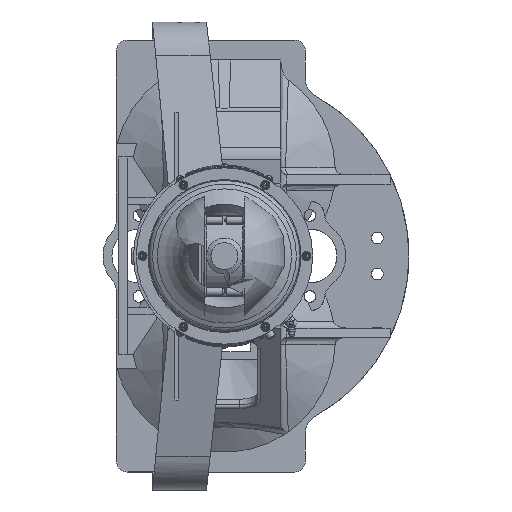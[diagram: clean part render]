
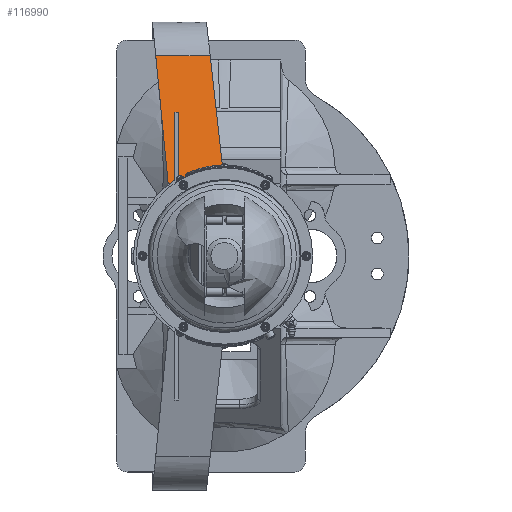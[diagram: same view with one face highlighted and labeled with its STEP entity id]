
A CAD part, left-side view. The second image highlights one B-rep face of the part: STEP entity #116990.
In plain terms, the highlighted planar face has unit normal (-0.968, 0, 0.253).
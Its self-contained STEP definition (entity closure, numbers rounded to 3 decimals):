
#92061 = VERTEX_POINT('',#92062);
#92062 = CARTESIAN_POINT('',(442.433,62.5,
    80.));
#95420 = VERTEX_POINT('',#95421);
#95421 = CARTESIAN_POINT('',(442.433,0.,
    80.));
#116732 = EDGE_CURVE('',#95420,#92061,#116733,.T.);
#116733 = LINE('',#116734,#116735);
#116734 = CARTESIAN_POINT('',(442.433,0.,80.));
#116735 = VECTOR('',#116736,1.);
#116736 = DIRECTION('',(0.,1.,0.));
#116875 = VERTEX_POINT('',#116876);
#116876 = CARTESIAN_POINT('',(479.675,15.848,
    222.632));
#116883 = EDGE_CURVE('',#116875,#95420,#116884,.T.);
#116884 = LINE('',#116885,#116886);
#116885 = CARTESIAN_POINT('',(479.675,15.848,
    222.632));
#116886 = VECTOR('',#116887,1.);
#116887 = DIRECTION('',(-0.251,-0.107,-0.962)
  );
#116990 = ADVANCED_FACE('',(#116991),#117009,.T.);
#116991 = FACE_BOUND('',#116992,.T.);
#116992 = EDGE_LOOP('',(#116993,#116994,#117002,#117008));
#116993 = ORIENTED_EDGE('',*,*,#116883,.F.);
#116994 = ORIENTED_EDGE('',*,*,#116995,.T.);
#116995 = EDGE_CURVE('',#116875,#116996,#116998,.T.);
#116996 = VERTEX_POINT('',#116997);
#116997 = CARTESIAN_POINT('',(479.675,76.367,
    222.632));
#116998 = LINE('',#116999,#117000);
#116999 = CARTESIAN_POINT('',(479.675,15.848,
    222.632));
#117000 = VECTOR('',#117001,1.);
#117001 = DIRECTION('',(0.,1.,0.));
#117002 = ORIENTED_EDGE('',*,*,#117003,.F.);
#117003 = EDGE_CURVE('',#92061,#116996,#117004,.T.);
#117004 = LINE('',#117005,#117006);
#117005 = CARTESIAN_POINT('',(442.433,62.5,
    80.));
#117006 = VECTOR('',#117007,1.);
#117007 = DIRECTION('',(0.252,0.094,0.963)
  );
#117008 = ORIENTED_EDGE('',*,*,#116732,.F.);
#117009 = PLANE('',#117010);
#117010 = AXIS2_PLACEMENT_3D('',#117011,#117012,#117013);
#117011 = CARTESIAN_POINT('',(479.675,76.825,
    222.632));
#117012 = DIRECTION('',(-0.968,0.,
    0.253));
#117013 = DIRECTION('',(-0.253,0.,
    -0.968));
